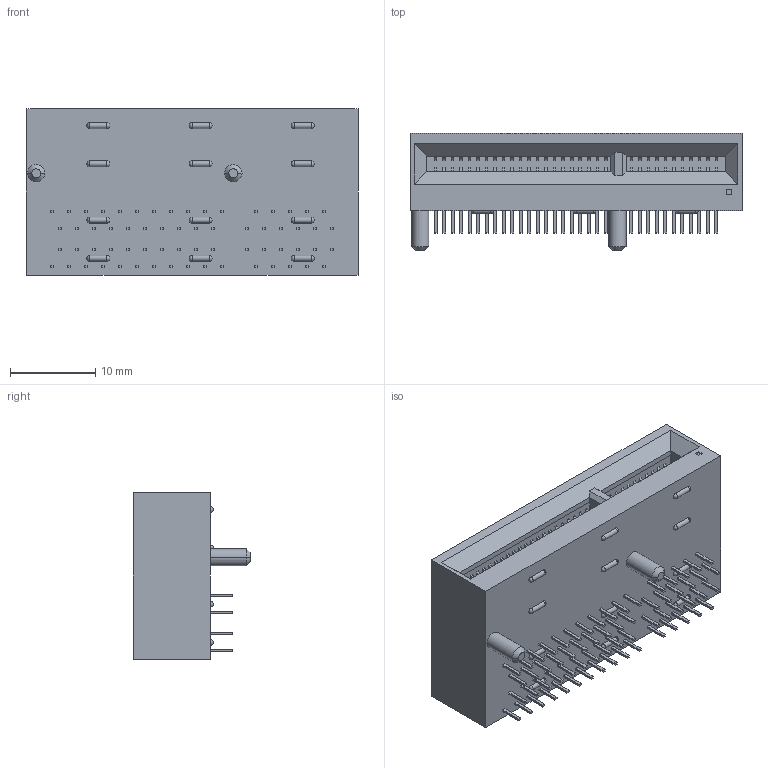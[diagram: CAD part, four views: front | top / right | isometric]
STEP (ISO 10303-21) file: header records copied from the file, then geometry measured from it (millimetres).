
FILE_DESCRIPTION((''),'2;1');
FILE_NAME('C-2-1761465-2','2019-05-10T07:27:48',('workeradm'),('TE Connectivity Ltd.'),'CREO PARAMETRIC BY PTC INC, 2018190','CREO PARAMETRIC BY PTC INC, 2018190','');
FILE_SCHEMA(('AUTOMOTIVE_DESIGN { 1 0 10303 214 1 1 1 1 }'));
Length unit declared in the file: millimetre
Products named in the file (1): C-2-1761465-2
Bounding box: 39 x 13.8 x 19.6 mm (x, y, z)
Volume: 4370 mm3; surface area: 4363.7 mm2
Topology: 1 solids, 1 shells, 1310 faces, 3724 edges, 2472 vertices
Faces by surface type: plane 946, cylinder 336, sphere 24, cone 4
Entity records: 53626 total; most frequent: CARTESIAN_POINT 7484, ORIENTED_EDGE 7400, DIRECTION 7044, PRESENTATION_STYLE_ASSIGNMENT 3701, STYLED_ITEM 3701, CURVE_STYLE 3700, EDGE_CURVE 3700, VECTOR 2976
